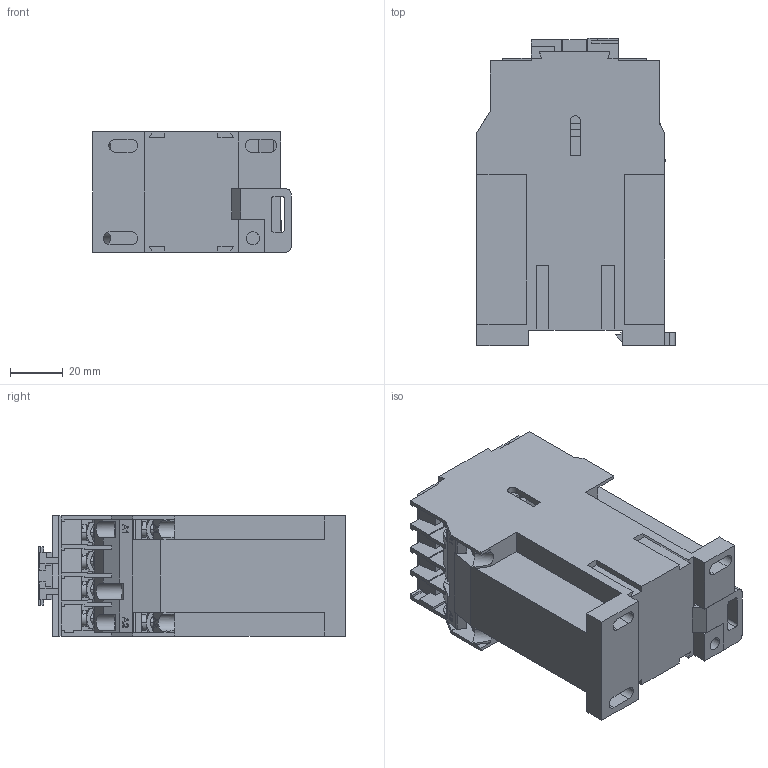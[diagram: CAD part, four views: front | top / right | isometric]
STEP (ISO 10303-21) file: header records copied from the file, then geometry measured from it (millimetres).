
FILE_DESCRIPTION (( 'STEP AP214' ), '1' );
FILE_NAME ('KMD11-009-110-10 Êîíòàêòîð ÊÌÈï-10910 09À 110Â_ÀÑ3 1ÍÎ ÈÝÊ.STEP', '2017-12-27T13:00:47', ( '' ), ( '' ), 'SwSTEP 2.0', 'SolidWorks 2014', '' );
FILE_SCHEMA (( 'AUTOMOTIVE_DESIGN' ));
Length unit declared in the file: millimetre
Products named in the file (1): KMD11-009-110-10 Êîíòàêòîð ÊÌÈï-10910 09À 110Â_ÀÑ3 1ÍÎ ÈÝÊ
Bounding box: 75 x 116.1 x 45.5 mm (x, y, z)
Volume: 277005.6 mm3; surface area: 52990.9 mm2
Topology: 1 solids, 2 shells, 1535 faces, 4418 edges, 2893 vertices
Faces by surface type: plane 1098, cylinder 213, bspline 185, torus 39
Entity records: 60223 total; most frequent: CARTESIAN_POINT 21366, ORIENTED_EDGE 8836, DIRECTION 6873, EDGE_CURVE 4418, LINE 3381, VECTOR 3381, VERTEX_POINT 2893, AXIS2_PLACEMENT_3D 1746
